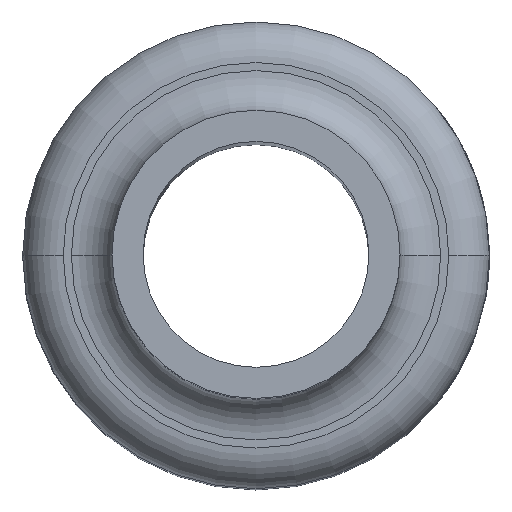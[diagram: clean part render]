
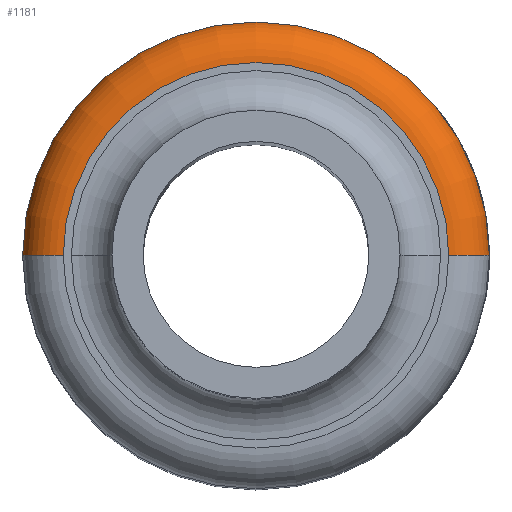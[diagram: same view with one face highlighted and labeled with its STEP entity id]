
A CAD part, top view. The second image highlights one B-rep face of the part: STEP entity #1181.
In plain terms, the highlighted toroidal (fillet/blend) face has major radius 14.25 mm and minor radius 3 mm.
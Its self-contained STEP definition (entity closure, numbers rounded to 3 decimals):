
#796 = DIRECTION ( 'NONE',  ( 0., -1., 0. ) ) ;
#1181 = ADVANCED_FACE ( 'NONE', ( #21108 ), #8460, .T. ) ;
#1507 = CIRCLE ( 'NONE', #15655, 14.25 ) ;
#1758 = DIRECTION ( 'NONE',  ( 0., 0., 1. ) ) ;
#1759 = EDGE_CURVE ( 'NONE', #18729, #13519, #11942, .T. ) ;
#2051 = AXIS2_PLACEMENT_3D ( 'NONE', #20480, #9945, #4002 ) ;
#2473 = ORIENTED_EDGE ( 'NONE', *, *, #12166, .F. ) ;
#2912 = CARTESIAN_POINT ( 'NONE',  ( 14.25, 0., -40. ) ) ;
#3044 = DIRECTION ( 'NONE',  ( 0., 0., -1. ) ) ;
#3457 = CIRCLE ( 'NONE', #17167, 17.25 ) ;
#3908 = EDGE_CURVE ( 'NONE', #13519, #21354, #3457, .T. ) ;
#4002 = DIRECTION ( 'NONE',  ( -1., 0., 0. ) ) ;
#5857 = CARTESIAN_POINT ( 'NONE',  ( 0., 0., -43. ) ) ;
#6904 = CARTESIAN_POINT ( 'NONE',  ( 17.25, 0., -43. ) ) ;
#8460 = TOROIDAL_SURFACE ( 'NONE', #23962, 14.25, 3. ) ;
#8971 = DIRECTION ( 'NONE',  ( -1., 0., 0. ) ) ;
#9945 = DIRECTION ( 'NONE',  ( 0., 1., 0. ) ) ;
#10173 = DIRECTION ( 'NONE',  ( -1., 0., 0. ) ) ;
#10885 = ORIENTED_EDGE ( 'NONE', *, *, #16926, .T. ) ;
#11858 = CARTESIAN_POINT ( 'NONE',  ( 0., 0., -40. ) ) ;
#11942 = CIRCLE ( 'NONE', #19022, 3. ) ;
#12166 = EDGE_CURVE ( 'NONE', #19959, #18729, #1507, .T. ) ;
#13519 = VERTEX_POINT ( 'NONE', #24443 ) ;
#15310 = CARTESIAN_POINT ( 'NONE',  ( -14.25, 0., -43. ) ) ;
#15655 = AXIS2_PLACEMENT_3D ( 'NONE', #11858, #1758, #10173 ) ;
#15741 = CIRCLE ( 'NONE', #2051, 3. ) ;
#16926 = EDGE_CURVE ( 'NONE', #19959, #21354, #15741, .T. ) ;
#17167 = AXIS2_PLACEMENT_3D ( 'NONE', #26314, #3044, #8971 ) ;
#18076 = ORIENTED_EDGE ( 'NONE', *, *, #1759, .F. ) ;
#18184 = ORIENTED_EDGE ( 'NONE', *, *, #3908, .F. ) ;
#18729 = VERTEX_POINT ( 'NONE', #26311 ) ;
#19022 = AXIS2_PLACEMENT_3D ( 'NONE', #15310, #796, #26130 ) ;
#19959 = VERTEX_POINT ( 'NONE', #2912 ) ;
#20480 = CARTESIAN_POINT ( 'NONE',  ( 14.25, 0., -43. ) ) ;
#20688 = DIRECTION ( 'NONE',  ( -1., 0., 0. ) ) ;
#21108 = FACE_OUTER_BOUND ( 'NONE', #26863, .T. ) ;
#21354 = VERTEX_POINT ( 'NONE', #6904 ) ;
#23058 = DIRECTION ( 'NONE',  ( 0., 0., -1. ) ) ;
#23962 = AXIS2_PLACEMENT_3D ( 'NONE', #5857, #23058, #20688 ) ;
#24443 = CARTESIAN_POINT ( 'NONE',  ( -17.25, 0., -43. ) ) ;
#26130 = DIRECTION ( 'NONE',  ( 0., 0., -1. ) ) ;
#26311 = CARTESIAN_POINT ( 'NONE',  ( -14.25, 0., -40. ) ) ;
#26314 = CARTESIAN_POINT ( 'NONE',  ( 0., 0., -43. ) ) ;
#26863 = EDGE_LOOP ( 'NONE', ( #2473, #10885, #18184, #18076 ) ) ;
